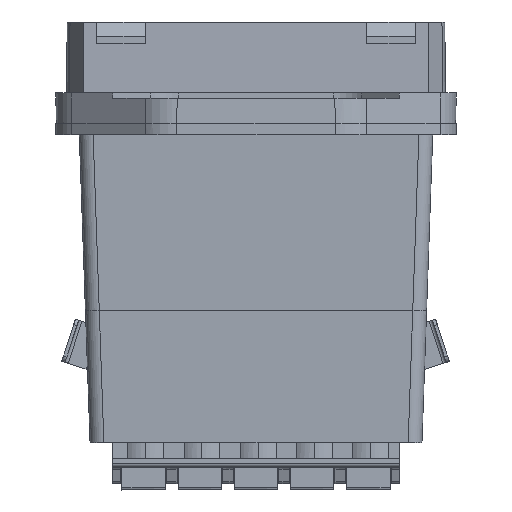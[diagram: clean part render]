
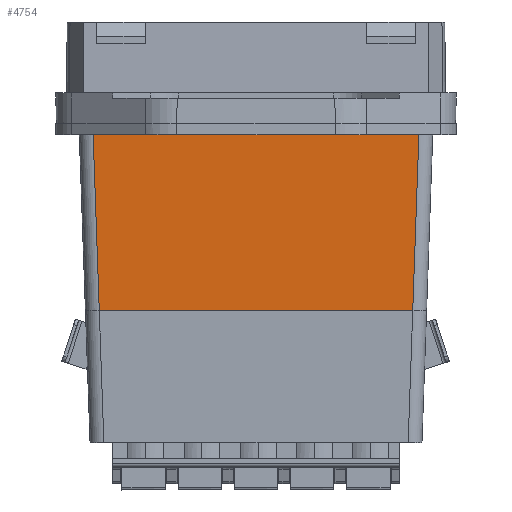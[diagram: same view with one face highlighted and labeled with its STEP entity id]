
A CAD part, front view. The second image highlights one B-rep face of the part: STEP entity #4754.
In plain terms, the highlighted planar face has unit normal (0, -0.999, -0.035).
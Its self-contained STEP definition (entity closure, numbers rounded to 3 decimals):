
#4734=AXIS2_PLACEMENT_3D('Plane Axis2P3D',#4731,#4732,#4733) ;
#3347=CARTESIAN_POINT('Vertex',(3.349,10.1,33.083)) ;
#3350=CARTESIAN_POINT('Line Origine',(18.1,10.1,33.083)) ;
#3354=CARTESIAN_POINT('Vertex',(32.851,10.1,33.083)) ;
#4716=CARTESIAN_POINT('Vertex',(3.939,10.69,16.183)) ;
#4719=CARTESIAN_POINT('Line Origine',(3.852,10.603,18.683)) ;
#4731=CARTESIAN_POINT('Axis2P3D Location',(18.1,10.1,33.083)) ;
#4736=CARTESIAN_POINT('Line Origine',(18.1,10.69,16.183)) ;
#4740=CARTESIAN_POINT('Vertex',(32.261,10.69,16.183)) ;
#4743=CARTESIAN_POINT('Line Origine',(32.556,10.395,24.633)) ;
#3351=DIRECTION('Vector Direction',(1.,0.,0.)) ;
#4720=DIRECTION('Vector Direction',(0.035,0.035,-0.999)) ;
#4732=DIRECTION('Axis2P3D Direction',(0.,-0.999,-0.035)) ;
#4733=DIRECTION('Axis2P3D XDirection',(1.,0.,0.)) ;
#4737=DIRECTION('Vector Direction',(1.,0.,0.)) ;
#4744=DIRECTION('Vector Direction',(-0.035,0.035,-0.999)) ;
#3352=VECTOR('Line Direction',#3351,1.) ;
#4721=VECTOR('Line Direction',#4720,1.) ;
#4738=VECTOR('Line Direction',#4737,1.) ;
#4745=VECTOR('Line Direction',#4744,1.) ;
#4749=ORIENTED_EDGE('',*,*,#3356,.F.) ;
#4750=ORIENTED_EDGE('',*,*,#4723,.F.) ;
#4751=ORIENTED_EDGE('',*,*,#4742,.T.) ;
#4752=ORIENTED_EDGE('',*,*,#4747,.T.) ;
#4754=ADVANCED_FACE('Hauptk\X2\00F6\X0\rper',(#4753),#4735,.T.) ;
#3356=EDGE_CURVE('',#3348,#3355,#3353,.T.) ;
#4723=EDGE_CURVE('',#4717,#3348,#4722,.F.) ;
#4742=EDGE_CURVE('',#4717,#4741,#4739,.T.) ;
#4747=EDGE_CURVE('',#4741,#3355,#4746,.F.) ;
#4748=EDGE_LOOP('',(#4749,#4750,#4751,#4752)) ;
#4753=FACE_OUTER_BOUND('',#4748,.T.) ;
#3353=LINE('Line',#3350,#3352) ;
#4722=LINE('Line',#4719,#4721) ;
#4739=LINE('Line',#4736,#4738) ;
#4746=LINE('Line',#4743,#4745) ;
#4735=PLANE('',#4734) ;
#3348=VERTEX_POINT('',#3347) ;
#3355=VERTEX_POINT('',#3354) ;
#4717=VERTEX_POINT('',#4716) ;
#4741=VERTEX_POINT('',#4740) ;
